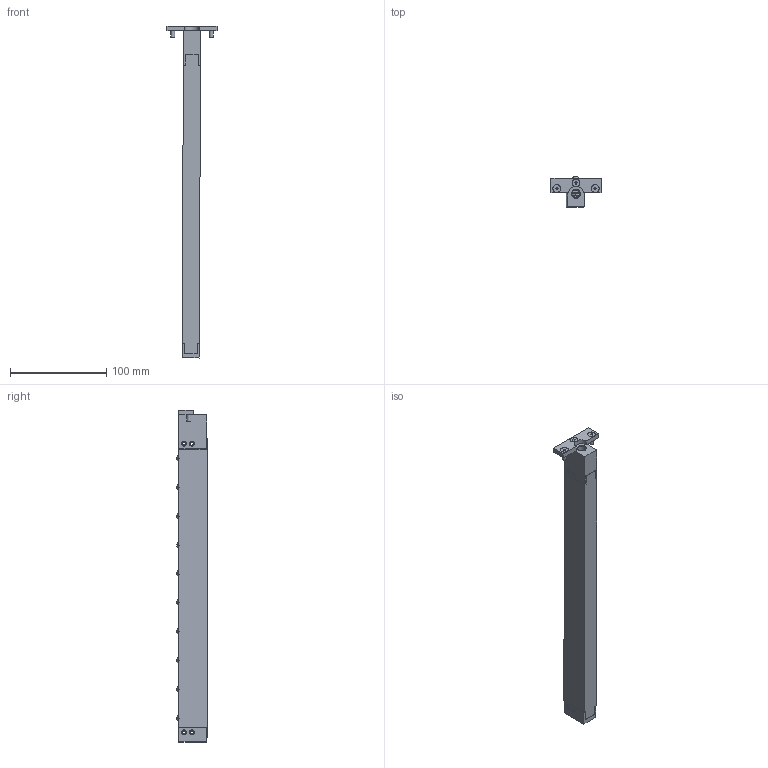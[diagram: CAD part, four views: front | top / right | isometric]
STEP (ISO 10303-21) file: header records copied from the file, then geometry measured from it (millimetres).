
FILE_DESCRIPTION(/* description */ ('DIE LIFTER'),/* implementation_level */ '2;1');
FILE_NAME(/* name */ 'EHB18-10.stp',/* time_stamp */ '2019-11-20T11:27:08+08:00',/* author */ ('yue.yang'),/* organization */ (''),/* preprocessor_version */ 'ST-DEVELOPER v17',/* originating_system */ 'Autodesk Inventor 2019',/* authorisation */ '');
FILE_SCHEMA (('AUTOMOTIVE_DESIGN { 1 0 10303 214 3 1 1 }'));
Length unit declared in the file: millimetre
Products named in the file (2): EHB18-10; EHB18-10_Substitute_1
Assembly tree (1 placements, depth 2):
  EHB18-10
    EHB18-10_Substitute_1
Bounding box: 52.02 x 31.56 x 345.13 mm (x, y, z)
Volume: 144811.2 mm3; surface area: 71777.2 mm2
Topology: 21 solids, 21 shells, 448 faces, 1379 edges, 954 vertices
Faces by surface type: plane 180, cylinder 132, cone 72, torus 54, sphere 10
Full cylindrical faces by diameter (mm): 3 x2, 4 x2, 4.3 x2, 5 x19, 5.5 x1, 6.647 x2, 7.5 x1, 8 x3, 8.566 x1, 10 x3, 10.2 x10, 12.05 x10, 13.5 x10, 13.55 x10, 15.55 x10, 15.7 x10
Entity records: 17961 total; most frequent: CARTESIAN_POINT 4531, DIRECTION 2848, ORIENTED_EDGE 2688, EDGE_CURVE 1344, AXIS2_PLACEMENT_3D 1209, VERTEX_POINT 954, CIRCLE 758, EDGE_LOOP 560
